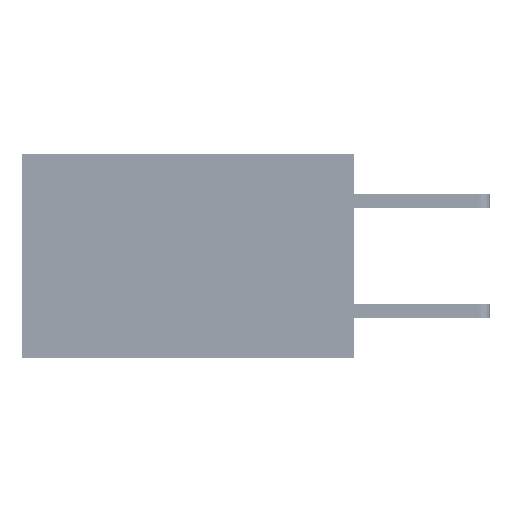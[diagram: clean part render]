
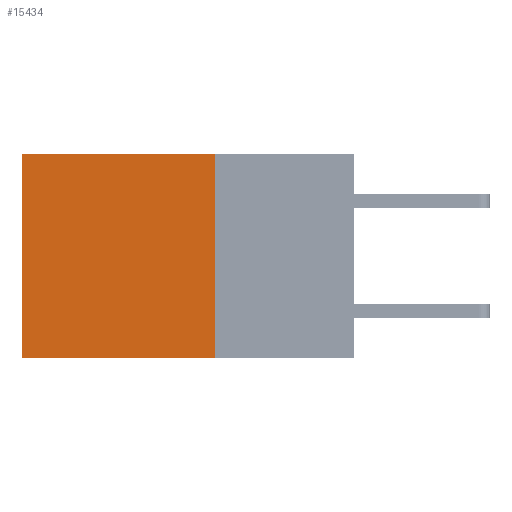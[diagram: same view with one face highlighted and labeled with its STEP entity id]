
A CAD part, left-side view. The second image highlights one B-rep face of the part: STEP entity #15434.
In plain terms, the highlighted planar face has unit normal (-1, 0, 0).
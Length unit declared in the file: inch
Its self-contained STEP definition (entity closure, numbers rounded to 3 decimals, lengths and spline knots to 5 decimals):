
#1990 = CARTESIAN_POINT ( 'NONE',  ( 0.2875, 0.25, 0. ) ) ;
#5935 = EDGE_CURVE ( 'NONE', #11118, #15356, #6612, .T. ) ;
#6612 = LINE ( 'NONE', #31127, #32705 ) ;
#10746 = DIRECTION ( 'NONE',  ( 0., 0., -1. ) ) ;
#11118 = VERTEX_POINT ( 'NONE', #36459 ) ;
#11529 = CARTESIAN_POINT ( 'NONE',  ( 0.2875, 0.25, 0. ) ) ;
#11889 = ORIENTED_EDGE ( 'NONE', *, *, #24521, .T. ) ;
#11996 = CARTESIAN_POINT ( 'NONE',  ( 0.2875, 0.6, -0.37 ) ) ;
#12278 = PLANE ( 'NONE',  #21822 ) ;
#14133 = VERTEX_POINT ( 'NONE', #11529 ) ;
#15356 = VERTEX_POINT ( 'NONE', #11996 ) ;
#15434 = ADVANCED_FACE ( 'NONE', ( #21706 ), #12278, .F. ) ;
#16935 = ORIENTED_EDGE ( 'NONE', *, *, #28415, .F. ) ;
#17853 = VECTOR ( 'NONE', #36218, 39.37008 ) ;
#19045 = DIRECTION ( 'NONE',  ( 0., 1., 0. ) ) ;
#19136 = DIRECTION ( 'NONE',  ( 0., 0., -1. ) ) ;
#21706 = FACE_OUTER_BOUND ( 'NONE', #43135, .T. ) ;
#21822 = AXIS2_PLACEMENT_3D ( 'NONE', #33097, #36493, #19136 ) ;
#22426 = ORIENTED_EDGE ( 'NONE', *, *, #29206, .F. ) ;
#23291 = VERTEX_POINT ( 'NONE', #27121 ) ;
#24265 = VECTOR ( 'NONE', #42161, 39.37008 ) ;
#24521 = EDGE_CURVE ( 'NONE', #14133, #11118, #30229, .T. ) ;
#25780 = CARTESIAN_POINT ( 'NONE',  ( 0.2875, 0.25, 0. ) ) ;
#26327 = CARTESIAN_POINT ( 'NONE',  ( 0.2875, 0.25, -0.37 ) ) ;
#27121 = CARTESIAN_POINT ( 'NONE',  ( 0.2875, 0.25, -0.37 ) ) ;
#28415 = EDGE_CURVE ( 'NONE', #14133, #23291, #40704, .T. ) ;
#29206 = EDGE_CURVE ( 'NONE', #23291, #15356, #40669, .T. ) ;
#29689 = VECTOR ( 'NONE', #19045, 39.37008 ) ;
#30229 = LINE ( 'NONE', #1990, #29689 ) ;
#31127 = CARTESIAN_POINT ( 'NONE',  ( 0.2875, 0.6, 0. ) ) ;
#32705 = VECTOR ( 'NONE', #10746, 39.37008 ) ;
#33097 = CARTESIAN_POINT ( 'NONE',  ( 0.2875, 0.25, 0. ) ) ;
#36218 = DIRECTION ( 'NONE',  ( 0., 1., 0. ) ) ;
#36459 = CARTESIAN_POINT ( 'NONE',  ( 0.2875, 0.6, 0. ) ) ;
#36493 = DIRECTION ( 'NONE',  ( 1., 0., 0. ) ) ;
#40669 = LINE ( 'NONE', #26327, #17853 ) ;
#40704 = LINE ( 'NONE', #25780, #24265 ) ;
#42161 = DIRECTION ( 'NONE',  ( 0., 0., -1. ) ) ;
#42934 = ORIENTED_EDGE ( 'NONE', *, *, #5935, .T. ) ;
#43135 = EDGE_LOOP ( 'NONE', ( #42934, #22426, #16935, #11889 ) ) ;
